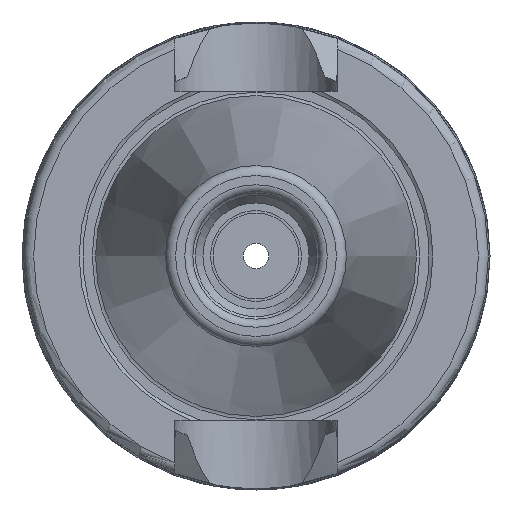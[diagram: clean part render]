
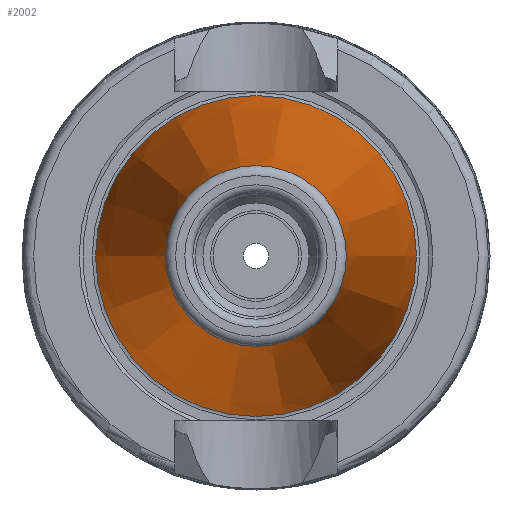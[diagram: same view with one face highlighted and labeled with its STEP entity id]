
A CAD part, left-side view. The second image highlights one B-rep face of the part: STEP entity #2002.
In plain terms, the highlighted conical face has half-angle 8.297 degrees and reference radius 12.408 mm.
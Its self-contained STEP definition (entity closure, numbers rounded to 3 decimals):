
#1968=CARTESIAN_POINT('',(-47.544,8.941,0.0));
#1969=VERTEX_POINT('',#1968);
#1970=CARTESIAN_POINT('',(-47.544,0.0,0.0));
#1971=DIRECTION('',(1.0,0.0,0.0));
#1972=DIRECTION('',(0.0,1.0,0.0));
#1973=AXIS2_PLACEMENT_3D('',#1970,#1971,#1972);
#1974=CIRCLE('',#1973,8.941);
#1975=EDGE_CURVE('',#1969,#1969,#1974,.T.);
#1983=CARTESIAN_POINT('',(-23.772,0.0,0.0));
#1984=DIRECTION('',(1.0,0.0,0.0));
#1985=DIRECTION('',(0.0,1.0,0.0));
#1986=AXIS2_PLACEMENT_3D('',#1983,#1984,#1985);
#1987=CONICAL_SURFACE('',#1986,12.408,8.297);
#1988=CARTESIAN_POINT('',(0.0,15.875,0.0));
#1989=VERTEX_POINT('',#1988);
#1990=CARTESIAN_POINT('',(0.0,0.0,0.0));
#1991=DIRECTION('',(1.0,0.0,0.0));
#1992=DIRECTION('',(0.0,1.0,0.0));
#1993=AXIS2_PLACEMENT_3D('',#1990,#1991,#1992);
#1994=CIRCLE('',#1993,15.875);
#1995=EDGE_CURVE('',#1989,#1989,#1994,.T.);
#1996=ORIENTED_EDGE('',*,*,#1995,.F.);
#1997=EDGE_LOOP('',(#1996));
#1998=FACE_OUTER_BOUND('',#1997,.T.);
#1999=ORIENTED_EDGE('',*,*,#1975,.T.);
#2000=EDGE_LOOP('',(#1999));
#2001=FACE_BOUND('',#2000,.T.);
#2002=ADVANCED_FACE('',(#1998,#2001),#1987,.T.);
